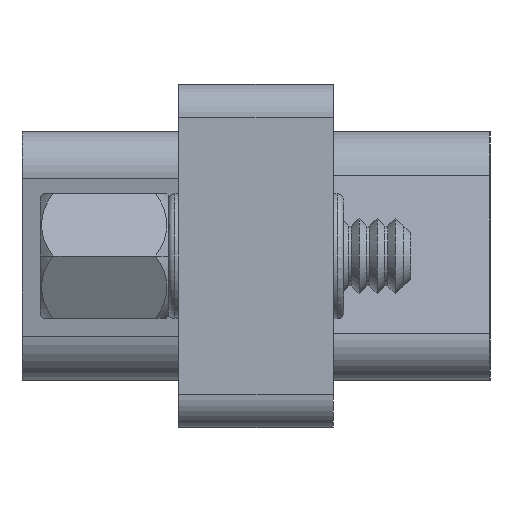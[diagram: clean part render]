
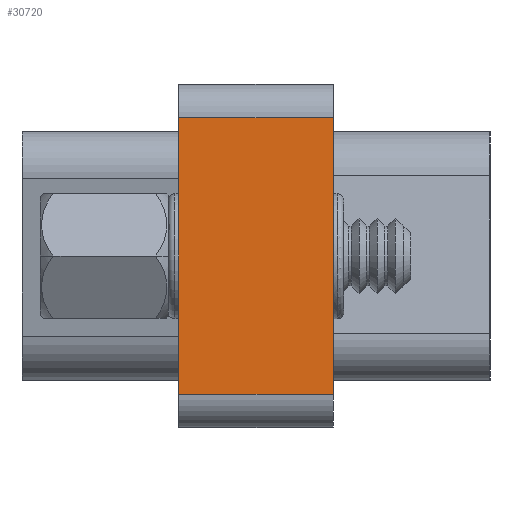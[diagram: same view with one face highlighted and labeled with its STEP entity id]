
A CAD part, left-side view. The second image highlights one B-rep face of the part: STEP entity #30720.
In plain terms, the highlighted planar face has unit normal (-1, 0, 0).
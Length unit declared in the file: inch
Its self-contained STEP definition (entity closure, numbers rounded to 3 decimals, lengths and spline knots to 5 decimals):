
#3579 = DIRECTION ( 'NONE',  ( 0., 0., 1. ) ) ;
#3580 = VECTOR ( 'NONE', #3579, 39.37008 ) ;
#3581 = CARTESIAN_POINT ( 'NONE',  ( -1.38, 0.115, 0.255 ) ) ;
#3582 = LINE ( 'NONE', #3581, #3580 ) ;
#3635 = CARTESIAN_POINT ( 'NONE',  ( -1.38, 0.115, -0.205 ) ) ;
#3698 = CARTESIAN_POINT ( 'NONE',  ( -1.38, 0.115, 0.205 ) ) ;
#6799 = CARTESIAN_POINT ( 'NONE',  ( -1.38, -0.115, 0.205 ) ) ;
#6800 = CARTESIAN_POINT ( 'NONE',  ( -1.38, -0.115, -0.205 ) ) ;
#6801 = DIRECTION ( 'NONE',  ( 0., 0., 1. ) ) ;
#6802 = VECTOR ( 'NONE', #6801, 39.37008 ) ;
#6803 = CARTESIAN_POINT ( 'NONE',  ( -1.38, -0.115, 0.255 ) ) ;
#6804 = DIRECTION ( 'NONE',  ( 0., 0., -1. ) ) ;
#6805 = DIRECTION ( 'NONE',  ( 1., 0., 0. ) ) ;
#6806 = CARTESIAN_POINT ( 'NONE',  ( -1.38, 0.115, 0.255 ) ) ;
#6807 = AXIS2_PLACEMENT_3D ( 'NONE', #6806, #6805, #6804 ) ;
#6808 = LINE ( 'NONE', #6803, #6802 ) ;
#6809 = PLANE ( 'NONE',  #6807 ) ;
#6810 = FACE_OUTER_BOUND ( 'NONE', #30721, .T. ) ;
#6931 = DIRECTION ( 'NONE',  ( 0., 1., 0. ) ) ;
#6932 = VECTOR ( 'NONE', #6931, 39.37008 ) ;
#6933 = CARTESIAN_POINT ( 'NONE',  ( -1.38, 0.115, 0.205 ) ) ;
#6934 = LINE ( 'NONE', #6933, #6932 ) ;
#6946 = DIRECTION ( 'NONE',  ( 0., -1., 0. ) ) ;
#6947 = VECTOR ( 'NONE', #6946, 39.37008 ) ;
#6948 = CARTESIAN_POINT ( 'NONE',  ( -1.38, 0.115, -0.205 ) ) ;
#6949 = LINE ( 'NONE', #6948, #6947 ) ;
#29880 = EDGE_CURVE ( 'NONE', #29884, #29926, #3582, .T. ) ;
#29884 = VERTEX_POINT ( 'NONE', #3635 ) ;
#29926 = VERTEX_POINT ( 'NONE', #3698 ) ;
#30720 = ADVANCED_FACE ( 'NONE', ( #6810 ), #6809, .F. ) ;
#30721 = EDGE_LOOP ( 'NONE', ( #30722, #30810, #30812, #30798 ) ) ;
#30722 = ORIENTED_EDGE ( 'NONE', *, *, #30723, .T. ) ;
#30723 = EDGE_CURVE ( 'NONE', #30724, #30725, #6808, .T. ) ;
#30724 = VERTEX_POINT ( 'NONE', #6800 ) ;
#30725 = VERTEX_POINT ( 'NONE', #6799 ) ;
#30798 = ORIENTED_EDGE ( 'NONE', *, *, #30799, .T. ) ;
#30799 = EDGE_CURVE ( 'NONE', #29884, #30724, #6949, .T. ) ;
#30810 = ORIENTED_EDGE ( 'NONE', *, *, #30811, .T. ) ;
#30811 = EDGE_CURVE ( 'NONE', #30725, #29926, #6934, .T. ) ;
#30812 = ORIENTED_EDGE ( 'NONE', *, *, #29880, .F. ) ;
